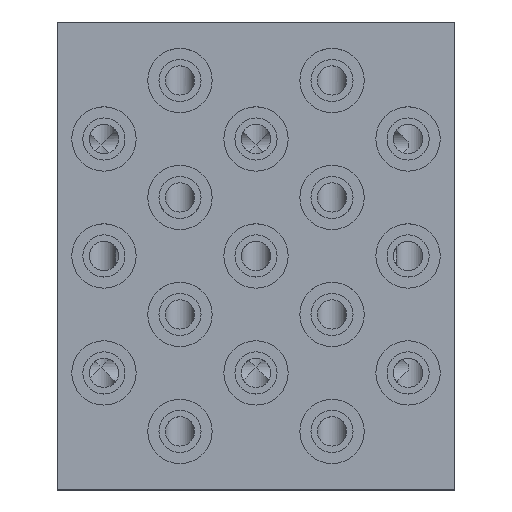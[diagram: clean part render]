
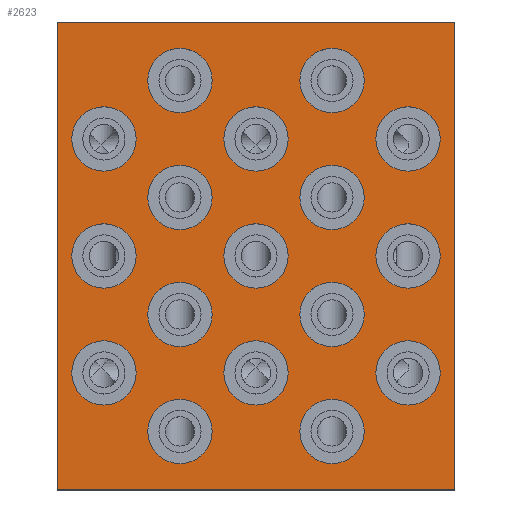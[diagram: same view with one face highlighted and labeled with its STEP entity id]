
A CAD part, top view. The second image highlights one B-rep face of the part: STEP entity #2623.
In plain terms, the highlighted planar face has unit normal (0, 0, 1).
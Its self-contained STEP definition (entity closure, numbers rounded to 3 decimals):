
#18=FACE_BOUND('',#489,.T.);
#19=FACE_BOUND('',#490,.T.);
#20=FACE_BOUND('',#491,.T.);
#21=FACE_BOUND('',#492,.T.);
#22=FACE_BOUND('',#493,.T.);
#23=FACE_BOUND('',#494,.T.);
#24=FACE_BOUND('',#495,.T.);
#25=FACE_BOUND('',#496,.T.);
#26=FACE_BOUND('',#497,.T.);
#27=FACE_BOUND('',#498,.T.);
#28=FACE_BOUND('',#499,.T.);
#29=FACE_BOUND('',#500,.T.);
#30=FACE_BOUND('',#501,.T.);
#31=FACE_BOUND('',#502,.T.);
#32=FACE_BOUND('',#503,.T.);
#33=FACE_BOUND('',#504,.T.);
#34=FACE_BOUND('',#505,.T.);
#80=PLANE('',#2941);
#186=CIRCLE('',#2924,11.);
#190=CIRCLE('',#2931,11.);
#194=CIRCLE('',#2938,11.);
#196=CIRCLE('',#2942,11.);
#197=CIRCLE('',#2943,11.);
#198=CIRCLE('',#2944,11.);
#199=CIRCLE('',#2945,11.);
#200=CIRCLE('',#2946,11.);
#201=CIRCLE('',#2947,11.);
#202=CIRCLE('',#2948,11.);
#203=CIRCLE('',#2949,11.);
#204=CIRCLE('',#2950,11.);
#205=CIRCLE('',#2951,11.);
#206=CIRCLE('',#2952,11.);
#207=CIRCLE('',#2953,11.);
#208=CIRCLE('',#2954,11.);
#209=CIRCLE('',#2955,11.);
#336=FACE_OUTER_BOUND('',#488,.T.);
#488=EDGE_LOOP('',(#2122,#2123,#2124,#2125));
#489=EDGE_LOOP('',(#2126));
#490=EDGE_LOOP('',(#2127));
#491=EDGE_LOOP('',(#2128));
#492=EDGE_LOOP('',(#2129));
#493=EDGE_LOOP('',(#2130));
#494=EDGE_LOOP('',(#2131));
#495=EDGE_LOOP('',(#2132));
#496=EDGE_LOOP('',(#2133));
#497=EDGE_LOOP('',(#2134));
#498=EDGE_LOOP('',(#2135));
#499=EDGE_LOOP('',(#2136));
#500=EDGE_LOOP('',(#2137));
#501=EDGE_LOOP('',(#2138));
#502=EDGE_LOOP('',(#2139));
#503=EDGE_LOOP('',(#2140));
#504=EDGE_LOOP('',(#2141));
#505=EDGE_LOOP('',(#2142));
#694=LINE('',#5006,#816);
#695=LINE('',#5008,#817);
#696=LINE('',#5010,#818);
#697=LINE('',#5011,#819);
#816=VECTOR('',#3611,10.);
#817=VECTOR('',#3612,10.);
#818=VECTOR('',#3613,10.);
#819=VECTOR('',#3614,10.);
#1187=VERTEX_POINT('',#4971);
#1191=VERTEX_POINT('',#4984);
#1195=VERTEX_POINT('',#4997);
#1197=VERTEX_POINT('',#5004);
#1198=VERTEX_POINT('',#5005);
#1199=VERTEX_POINT('',#5007);
#1200=VERTEX_POINT('',#5009);
#1201=VERTEX_POINT('',#5012);
#1202=VERTEX_POINT('',#5014);
#1203=VERTEX_POINT('',#5016);
#1204=VERTEX_POINT('',#5018);
#1205=VERTEX_POINT('',#5020);
#1206=VERTEX_POINT('',#5022);
#1207=VERTEX_POINT('',#5024);
#1208=VERTEX_POINT('',#5026);
#1209=VERTEX_POINT('',#5028);
#1210=VERTEX_POINT('',#5030);
#1211=VERTEX_POINT('',#5032);
#1212=VERTEX_POINT('',#5034);
#1213=VERTEX_POINT('',#5036);
#1214=VERTEX_POINT('',#5038);
#1532=EDGE_CURVE('',#1187,#1187,#186,.T.);
#1538=EDGE_CURVE('',#1191,#1191,#190,.T.);
#1544=EDGE_CURVE('',#1195,#1195,#194,.T.);
#1547=EDGE_CURVE('',#1197,#1198,#694,.T.);
#1548=EDGE_CURVE('',#1198,#1199,#695,.T.);
#1549=EDGE_CURVE('',#1199,#1200,#696,.T.);
#1550=EDGE_CURVE('',#1200,#1197,#697,.T.);
#1551=EDGE_CURVE('',#1201,#1201,#196,.T.);
#1552=EDGE_CURVE('',#1202,#1202,#197,.T.);
#1553=EDGE_CURVE('',#1203,#1203,#198,.T.);
#1554=EDGE_CURVE('',#1204,#1204,#199,.T.);
#1555=EDGE_CURVE('',#1205,#1205,#200,.T.);
#1556=EDGE_CURVE('',#1206,#1206,#201,.T.);
#1557=EDGE_CURVE('',#1207,#1207,#202,.T.);
#1558=EDGE_CURVE('',#1208,#1208,#203,.T.);
#1559=EDGE_CURVE('',#1209,#1209,#204,.T.);
#1560=EDGE_CURVE('',#1210,#1210,#205,.T.);
#1561=EDGE_CURVE('',#1211,#1211,#206,.T.);
#1562=EDGE_CURVE('',#1212,#1212,#207,.T.);
#1563=EDGE_CURVE('',#1213,#1213,#208,.T.);
#1564=EDGE_CURVE('',#1214,#1214,#209,.T.);
#2122=ORIENTED_EDGE('',*,*,#1547,.T.);
#2123=ORIENTED_EDGE('',*,*,#1548,.T.);
#2124=ORIENTED_EDGE('',*,*,#1549,.T.);
#2125=ORIENTED_EDGE('',*,*,#1550,.T.);
#2126=ORIENTED_EDGE('',*,*,#1551,.T.);
#2127=ORIENTED_EDGE('',*,*,#1552,.T.);
#2128=ORIENTED_EDGE('',*,*,#1553,.T.);
#2129=ORIENTED_EDGE('',*,*,#1554,.T.);
#2130=ORIENTED_EDGE('',*,*,#1555,.T.);
#2131=ORIENTED_EDGE('',*,*,#1556,.T.);
#2132=ORIENTED_EDGE('',*,*,#1557,.T.);
#2133=ORIENTED_EDGE('',*,*,#1558,.T.);
#2134=ORIENTED_EDGE('',*,*,#1559,.T.);
#2135=ORIENTED_EDGE('',*,*,#1560,.T.);
#2136=ORIENTED_EDGE('',*,*,#1561,.T.);
#2137=ORIENTED_EDGE('',*,*,#1562,.T.);
#2138=ORIENTED_EDGE('',*,*,#1563,.T.);
#2139=ORIENTED_EDGE('',*,*,#1564,.T.);
#2140=ORIENTED_EDGE('',*,*,#1544,.T.);
#2141=ORIENTED_EDGE('',*,*,#1538,.T.);
#2142=ORIENTED_EDGE('',*,*,#1532,.T.);
#2623=ADVANCED_FACE('',(#336,#18,#19,#20,#21,#22,#23,#24,#25,#26,#27,#28,
#29,#30,#31,#32,#33,#34),#80,.T.);
#2924=AXIS2_PLACEMENT_3D('',#4972,#3570,#3571);
#2931=AXIS2_PLACEMENT_3D('',#4985,#3586,#3587);
#2938=AXIS2_PLACEMENT_3D('',#4998,#3602,#3603);
#2941=AXIS2_PLACEMENT_3D('',#5003,#3609,#3610);
#2942=AXIS2_PLACEMENT_3D('',#5013,#3615,#3616);
#2943=AXIS2_PLACEMENT_3D('',#5015,#3617,#3618);
#2944=AXIS2_PLACEMENT_3D('',#5017,#3619,#3620);
#2945=AXIS2_PLACEMENT_3D('',#5019,#3621,#3622);
#2946=AXIS2_PLACEMENT_3D('',#5021,#3623,#3624);
#2947=AXIS2_PLACEMENT_3D('',#5023,#3625,#3626);
#2948=AXIS2_PLACEMENT_3D('',#5025,#3627,#3628);
#2949=AXIS2_PLACEMENT_3D('',#5027,#3629,#3630);
#2950=AXIS2_PLACEMENT_3D('',#5029,#3631,#3632);
#2951=AXIS2_PLACEMENT_3D('',#5031,#3633,#3634);
#2952=AXIS2_PLACEMENT_3D('',#5033,#3635,#3636);
#2953=AXIS2_PLACEMENT_3D('',#5035,#3637,#3638);
#2954=AXIS2_PLACEMENT_3D('',#5037,#3639,#3640);
#2955=AXIS2_PLACEMENT_3D('',#5039,#3641,#3642);
#3570=DIRECTION('center_axis',(0.,0.,-1.));
#3571=DIRECTION('ref_axis',(-1.,0.,0.));
#3586=DIRECTION('center_axis',(0.,0.,-1.));
#3587=DIRECTION('ref_axis',(-1.,0.,0.));
#3602=DIRECTION('center_axis',(0.,0.,-1.));
#3603=DIRECTION('ref_axis',(-1.,0.,0.));
#3609=DIRECTION('center_axis',(0.,0.,1.));
#3610=DIRECTION('ref_axis',(1.,0.,0.));
#3611=DIRECTION('',(0.,-1.,0.));
#3612=DIRECTION('',(1.,0.,0.));
#3613=DIRECTION('',(0.,1.,0.));
#3614=DIRECTION('',(-1.,0.,0.));
#3615=DIRECTION('center_axis',(0.,0.,-1.));
#3616=DIRECTION('ref_axis',(-1.,0.,0.));
#3617=DIRECTION('center_axis',(0.,0.,-1.));
#3618=DIRECTION('ref_axis',(-1.,0.,0.));
#3619=DIRECTION('center_axis',(0.,0.,-1.));
#3620=DIRECTION('ref_axis',(-1.,0.,0.));
#3621=DIRECTION('center_axis',(0.,0.,-1.));
#3622=DIRECTION('ref_axis',(-1.,0.,0.));
#3623=DIRECTION('center_axis',(0.,0.,-1.));
#3624=DIRECTION('ref_axis',(-1.,0.,0.));
#3625=DIRECTION('center_axis',(0.,0.,-1.));
#3626=DIRECTION('ref_axis',(-1.,0.,0.));
#3627=DIRECTION('center_axis',(0.,0.,-1.));
#3628=DIRECTION('ref_axis',(-1.,0.,0.));
#3629=DIRECTION('center_axis',(0.,0.,-1.));
#3630=DIRECTION('ref_axis',(-1.,0.,0.));
#3631=DIRECTION('center_axis',(0.,0.,-1.));
#3632=DIRECTION('ref_axis',(-1.,0.,0.));
#3633=DIRECTION('center_axis',(0.,0.,-1.));
#3634=DIRECTION('ref_axis',(-1.,0.,0.));
#3635=DIRECTION('center_axis',(0.,0.,-1.));
#3636=DIRECTION('ref_axis',(-1.,0.,0.));
#3637=DIRECTION('center_axis',(0.,0.,-1.));
#3638=DIRECTION('ref_axis',(-1.,0.,0.));
#3639=DIRECTION('center_axis',(0.,0.,-1.));
#3640=DIRECTION('ref_axis',(-1.,0.,0.));
#3641=DIRECTION('center_axis',(0.,0.,-1.));
#3642=DIRECTION('ref_axis',(-1.,0.,0.));
#4971=CARTESIAN_POINT('',(27.,40.,24.));
#4972=CARTESIAN_POINT('Origin',(16.,40.,24.));
#4984=CARTESIAN_POINT('',(79.,40.,24.));
#4985=CARTESIAN_POINT('Origin',(68.,40.,24.));
#4997=CARTESIAN_POINT('',(131.,40.,24.));
#4998=CARTESIAN_POINT('Origin',(120.,40.,24.));
#5003=CARTESIAN_POINT('Origin',(68.,80.,24.));
#5004=CARTESIAN_POINT('',(0.,160.,24.));
#5005=CARTESIAN_POINT('',(0.,0.,24.));
#5006=CARTESIAN_POINT('',(0.,160.,24.));
#5007=CARTESIAN_POINT('',(136.,0.,24.));
#5008=CARTESIAN_POINT('',(0.,0.,24.));
#5009=CARTESIAN_POINT('',(136.,160.,24.));
#5010=CARTESIAN_POINT('',(136.,0.,24.));
#5011=CARTESIAN_POINT('',(136.,160.,24.));
#5012=CARTESIAN_POINT('',(27.,80.,24.));
#5013=CARTESIAN_POINT('Origin',(16.,80.,24.));
#5014=CARTESIAN_POINT('',(79.,80.,24.));
#5015=CARTESIAN_POINT('Origin',(68.,80.,24.));
#5016=CARTESIAN_POINT('',(131.,80.,24.));
#5017=CARTESIAN_POINT('Origin',(120.,80.,24.));
#5018=CARTESIAN_POINT('',(53.,20.,24.));
#5019=CARTESIAN_POINT('Origin',(42.,20.,24.));
#5020=CARTESIAN_POINT('',(105.,20.,24.));
#5021=CARTESIAN_POINT('Origin',(94.,20.,24.));
#5022=CARTESIAN_POINT('',(53.,60.,24.));
#5023=CARTESIAN_POINT('Origin',(42.,60.,24.));
#5024=CARTESIAN_POINT('',(105.,60.,24.));
#5025=CARTESIAN_POINT('Origin',(94.,60.,24.));
#5026=CARTESIAN_POINT('',(53.,100.,24.));
#5027=CARTESIAN_POINT('Origin',(42.,100.,24.));
#5028=CARTESIAN_POINT('',(105.,100.,24.));
#5029=CARTESIAN_POINT('Origin',(94.,100.,24.));
#5030=CARTESIAN_POINT('',(105.,140.,24.));
#5031=CARTESIAN_POINT('Origin',(94.,140.,24.));
#5032=CARTESIAN_POINT('',(53.,140.,24.));
#5033=CARTESIAN_POINT('Origin',(42.,140.,24.));
#5034=CARTESIAN_POINT('',(131.,120.,24.));
#5035=CARTESIAN_POINT('Origin',(120.,120.,24.));
#5036=CARTESIAN_POINT('',(79.,120.,24.));
#5037=CARTESIAN_POINT('Origin',(68.,120.,24.));
#5038=CARTESIAN_POINT('',(27.,120.,24.));
#5039=CARTESIAN_POINT('Origin',(16.,120.,24.));
